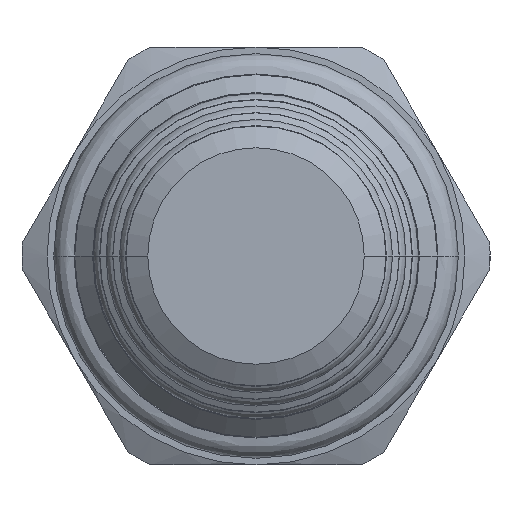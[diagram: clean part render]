
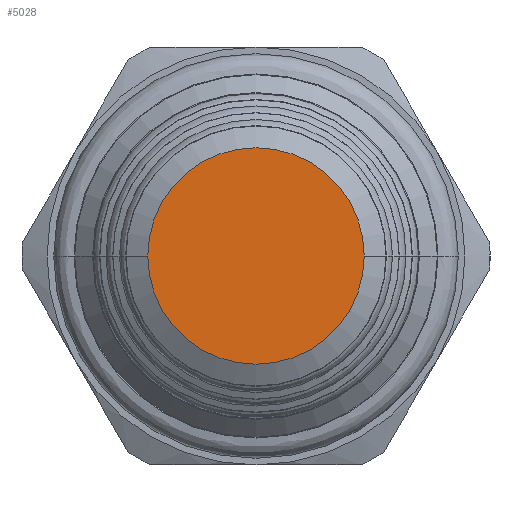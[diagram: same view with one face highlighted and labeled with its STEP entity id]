
A CAD part, front view. The second image highlights one B-rep face of the part: STEP entity #5028.
In plain terms, the highlighted planar face has unit normal (0, -1, 0).
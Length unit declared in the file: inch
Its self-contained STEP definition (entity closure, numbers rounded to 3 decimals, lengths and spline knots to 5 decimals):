
#1917=CARTESIAN_POINT('',(0.,-2.5,0.));
#1918=DIRECTION('',(0.,-1.,0.));
#1919=DIRECTION('',(-1.,0.,0.));
#1920=AXIS2_PLACEMENT_3D('',#1917,#1918,#1919);
#1922=CARTESIAN_POINT('',(0.,-2.5,0.));
#1923=DIRECTION('',(0.,-1.,0.));
#1924=DIRECTION('',(1.,0.,0.));
#1925=AXIS2_PLACEMENT_3D('',#1922,#1923,#1924);
#2003=CARTESIAN_POINT('',(-0.25904,-2.5,0.));
#2004=CARTESIAN_POINT('',(0.25904,-2.5,0.));
#2005=VERTEX_POINT('',#2003);
#2006=VERTEX_POINT('',#2004);
#5018=CARTESIAN_POINT('',(0.,-2.5,0.));
#5019=DIRECTION('',(0.,-1.,0.));
#5020=DIRECTION('',(1.,0.,0.));
#5021=AXIS2_PLACEMENT_3D('',#5018,#5019,#5020);
#5022=PLANE('',#5021);
#5023=ORIENTED_EDGE('',*,*,#5008,.F.);
#5025=ORIENTED_EDGE('',*,*,#5024,.F.);
#5026=EDGE_LOOP('',(#5023,#5025));
#5027=FACE_OUTER_BOUND('',#5026,.F.);
#5028=ADVANCED_FACE('',(#5027),#5022,.T.);
#1921=CIRCLE('',#1920,0.25904);
#1926=CIRCLE('',#1925,0.25904);
#5008=EDGE_CURVE('',#2005,#2006,#1921,.T.);
#5024=EDGE_CURVE('',#2006,#2005,#1926,.T.);
